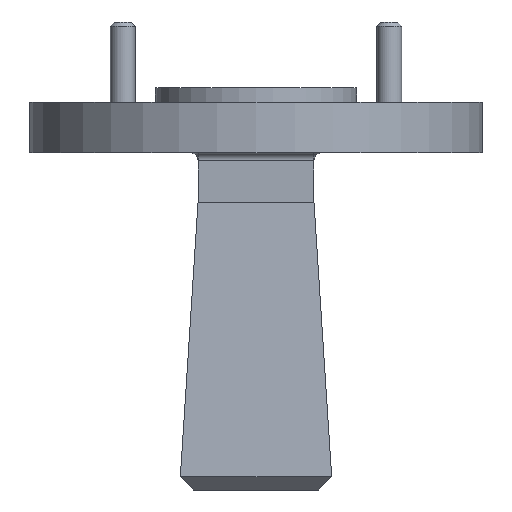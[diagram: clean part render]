
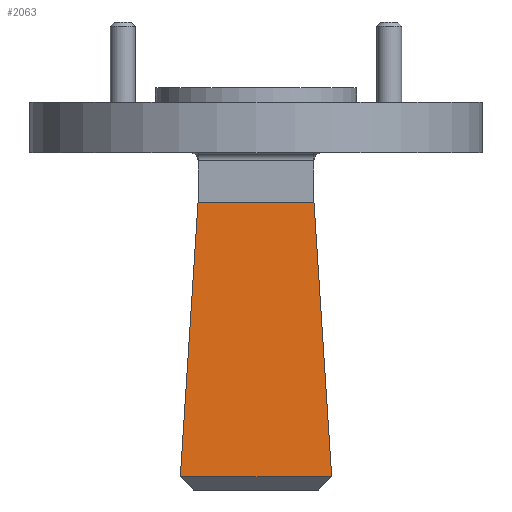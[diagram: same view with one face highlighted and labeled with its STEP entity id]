
A CAD part, front view. The second image highlights one B-rep face of the part: STEP entity #2063.
In plain terms, the highlighted planar face has unit normal (0, -0.997, 0.081).
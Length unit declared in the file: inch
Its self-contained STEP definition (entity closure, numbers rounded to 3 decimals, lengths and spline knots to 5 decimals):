
#7 = VECTOR ( 'NONE', #554, 39.37008 ) ;
#79 = ORIENTED_EDGE ( 'NONE', *, *, #867, .T. ) ;
#124 = EDGE_CURVE ( 'NONE', #1143, #1180, #322, .T. ) ;
#130 = DIRECTION ( 'NONE',  ( 0.064, 0.081, 0.995 ) ) ;
#143 = DIRECTION ( 'NONE',  ( -0.064, 0.081, 0.995 ) ) ;
#223 = EDGE_CURVE ( 'NONE', #1542, #1180, #1928, .T. ) ;
#322 = LINE ( 'NONE', #501, #1333 ) ;
#333 = CARTESIAN_POINT ( 'NONE',  ( -0.18799, -0.15249, -0.93012 ) ) ;
#356 = DIRECTION ( 'NONE',  ( 0., -0.081, -0.997 ) ) ;
#359 = VERTEX_POINT ( 'NONE', #1024 ) ;
#377 = EDGE_CURVE ( 'NONE', #359, #1286, #828, .T. ) ;
#444 = DIRECTION ( 'NONE',  ( 1., 0., 0. ) ) ;
#452 = DIRECTION ( 'NONE',  ( 0.706, -0.057, -0.706 ) ) ;
#458 = CARTESIAN_POINT ( 'NONE',  ( 0., -0.15254, -0.93063 ) ) ;
#501 = CARTESIAN_POINT ( 'NONE',  ( -0.12714, -0.07577, 0.01435 ) ) ;
#538 = EDGE_CURVE ( 'NONE', #1286, #1947, #544, .T. ) ;
#544 = LINE ( 'NONE', #1655, #7 ) ;
#552 = ORIENTED_EDGE ( 'NONE', *, *, #377, .T. ) ;
#554 = DIRECTION ( 'NONE',  ( 0.706, 0.057, 0.706 ) ) ;
#598 = DIRECTION ( 'NONE',  ( -1., 0., 0. ) ) ;
#662 = CARTESIAN_POINT ( 'NONE',  ( 0.1441, -0.09716, -0.249 ) ) ;
#692 = CARTESIAN_POINT ( 'NONE',  ( 0.12714, -0.07577, 0.01435 ) ) ;
#828 = LINE ( 'NONE', #458, #2343 ) ;
#867 = EDGE_CURVE ( 'NONE', #1143, #359, #1984, .T. ) ;
#1024 = CARTESIAN_POINT ( 'NONE',  ( -0.18747, -0.15254, -0.93063 ) ) ;
#1090 = CARTESIAN_POINT ( 'NONE',  ( -0.1441, -0.09716, -0.249 ) ) ;
#1139 = FACE_OUTER_BOUND ( 'NONE', #2439, .T. ) ;
#1143 = VERTEX_POINT ( 'NONE', #333 ) ;
#1180 = VERTEX_POINT ( 'NONE', #1090 ) ;
#1219 = VECTOR ( 'NONE', #452, 39.37008 ) ;
#1286 = VERTEX_POINT ( 'NONE', #2486 ) ;
#1297 = VECTOR ( 'NONE', #598, 39.37008 ) ;
#1326 = CARTESIAN_POINT ( 'NONE',  ( 0., -0.07643, 0.00621 ) ) ;
#1333 = VECTOR ( 'NONE', #130, 39.37008 ) ;
#1410 = ORIENTED_EDGE ( 'NONE', *, *, #2318, .T. ) ;
#1423 = VECTOR ( 'NONE', #143, 39.37008 ) ;
#1482 = CARTESIAN_POINT ( 'NONE',  ( 0.18799, -0.15249, -0.93012 ) ) ;
#1542 = VERTEX_POINT ( 'NONE', #662 ) ;
#1655 = CARTESIAN_POINT ( 'NONE',  ( 0.564, -0.12195, -0.5541 ) ) ;
#1656 = LINE ( 'NONE', #692, #1423 ) ;
#1780 = ORIENTED_EDGE ( 'NONE', *, *, #223, .T. ) ;
#1806 = ORIENTED_EDGE ( 'NONE', *, *, #124, .F. ) ;
#1905 = CARTESIAN_POINT ( 'NONE',  ( 0., -0.09716, -0.249 ) ) ;
#1909 = AXIS2_PLACEMENT_3D ( 'NONE', #1326, #2126, #356 ) ;
#1928 = LINE ( 'NONE', #1905, #1297 ) ;
#1929 = PLANE ( 'NONE',  #1909 ) ;
#1947 = VERTEX_POINT ( 'NONE', #1482 ) ;
#1984 = LINE ( 'NONE', #2380, #1219 ) ;
#2063 = ADVANCED_FACE ( 'NONE', ( #1139 ), #1929, .T. ) ;
#2126 = DIRECTION ( 'NONE',  ( 0., -0.997, 0.081 ) ) ;
#2264 = ORIENTED_EDGE ( 'NONE', *, *, #538, .T. ) ;
#2318 = EDGE_CURVE ( 'NONE', #1947, #1542, #1656, .T. ) ;
#2343 = VECTOR ( 'NONE', #444, 39.37008 ) ;
#2380 = CARTESIAN_POINT ( 'NONE',  ( -0.564, -0.12195, -0.5541 ) ) ;
#2439 = EDGE_LOOP ( 'NONE', ( #552, #2264, #1410, #1780, #1806, #79 ) ) ;
#2486 = CARTESIAN_POINT ( 'NONE',  ( 0.18747, -0.15254, -0.93063 ) ) ;
